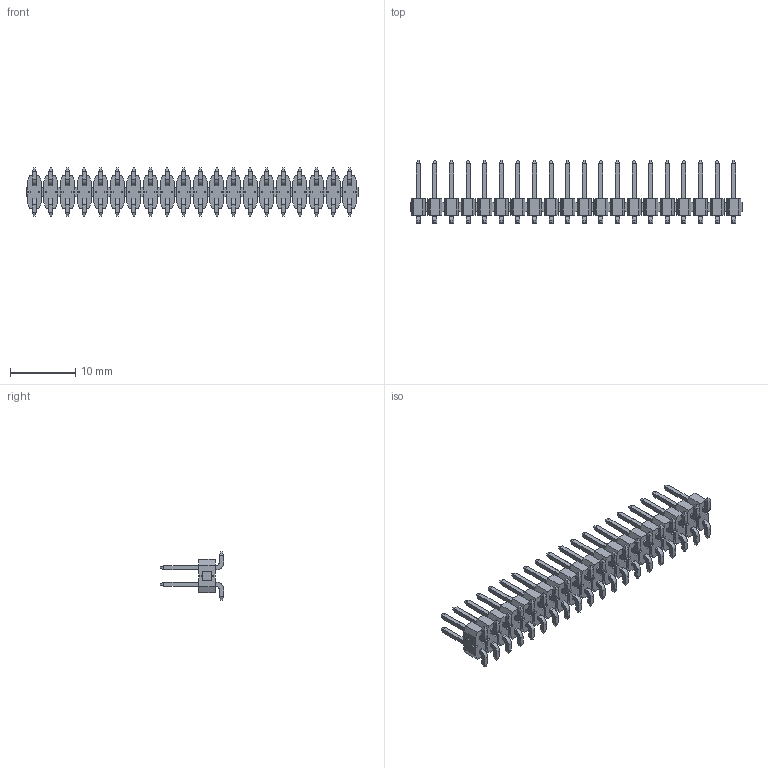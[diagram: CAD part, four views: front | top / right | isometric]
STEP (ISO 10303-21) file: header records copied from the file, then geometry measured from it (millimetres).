
FILE_DESCRIPTION (( 'STEP AP214' ), '1' );
FILE_NAME ('Samtec-TSM-120-01-L-DV.step', '2013-10-22T15:24:11', ( 'Windows User' ), ( '' ), 'SwSTEP 2.0', 'SolidWorks 2013', '' );
FILE_SCHEMA (( 'AUTOMOTIVE_DESIGN' ));
Length unit declared in the file: inch
Products named in the file (1): Samtec-TSM-120-01-L-DV
Bounding box: 50.8 x 9.65 x 7.37 mm (x, y, z)
Volume: 669.6 mm3; surface area: 1943.4 mm2
Topology: 1 solids, 1 shells, 1446 faces, 3772 edges, 2408 vertices
Faces by surface type: plane 1366, cylinder 80
Entity records: 50514 total; most frequent: CARTESIAN_POINT 7627, ORIENTED_EDGE 7544, DIRECTION 6826, EDGE_CURVE 3772, LINE 3612, VECTOR 3612, VERTEX_POINT 2408, AXIS2_PLACEMENT_3D 1607
